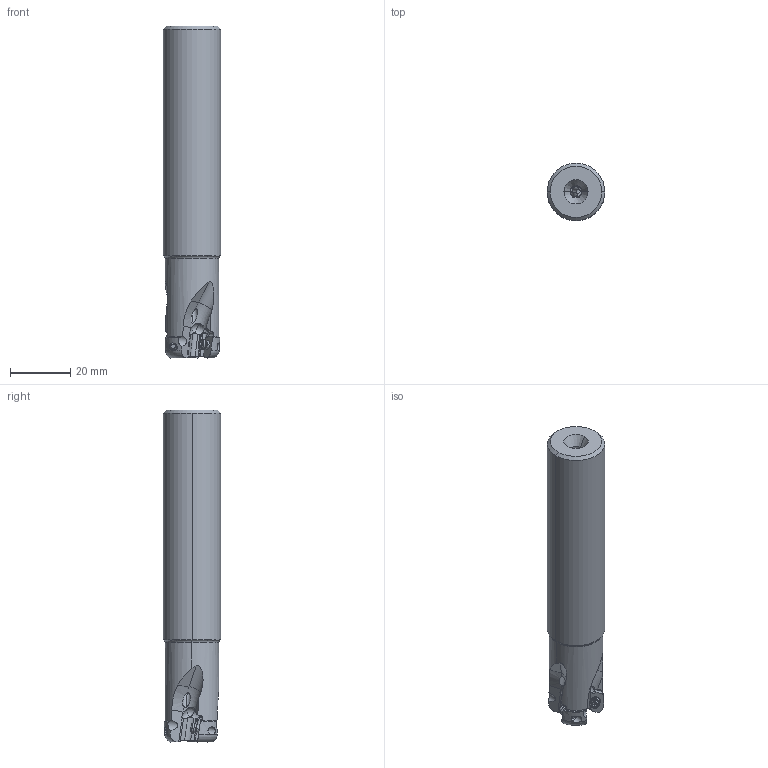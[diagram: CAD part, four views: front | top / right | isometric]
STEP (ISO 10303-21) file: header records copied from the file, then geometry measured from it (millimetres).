
FILE_DESCRIPTION(/* description */ (''),/* implementation_level */ '2;1');
FILE_NAME(/* name */ 'APX3000UR123SA12SB.stp',/* time_stamp */ '2021-09-08T11:46:15+09:00',/* author */ (''),/* organization */ (''),/* preprocessor_version */ 'ST-DEVELOPER v16',/* originating_system */ 'SIEMENS PLM Software NX 10.0',/* authorisation */ '');
FILE_SCHEMA (('AUTOMOTIVE_DESIGN { 1 0 10303 214 3 1 1 1 }'));
Length unit declared in the file: millimetre
Products named in the file (1): APX3000UR123SA12SB_ASM
Bounding box: 19.05 x 19.05 x 109.95 mm (x, y, z)
Volume: 26691.3 mm3; surface area: 8681.5 mm2
Topology: 4 solids, 4 shells, 279 faces, 878 edges, 617 vertices
Faces by surface type: cylinder 122, plane 68, cone 51, torus 23, sphere 15
Entity records: 13153 total; most frequent: CARTESIAN_POINT 5285, ORIENTED_EDGE 1728, DIRECTION 1529, EDGE_CURVE 864, AXIS2_PLACEMENT_3D 645, VERTEX_POINT 592, CIRCLE 304, EDGE_LOOP 290
